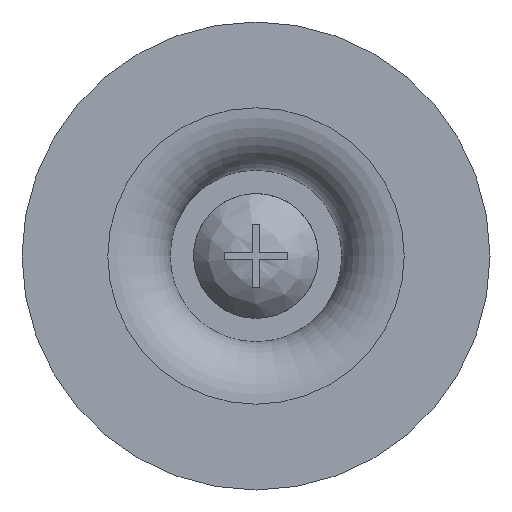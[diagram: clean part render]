
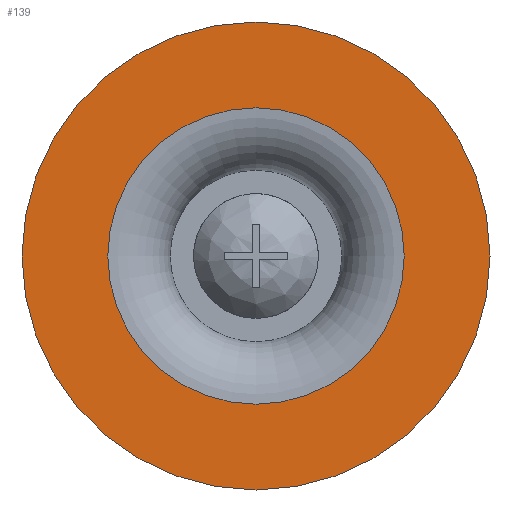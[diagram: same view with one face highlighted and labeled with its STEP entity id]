
A CAD part, front view. The second image highlights one B-rep face of the part: STEP entity #139.
In plain terms, the highlighted planar face has unit normal (0, -1, 0).
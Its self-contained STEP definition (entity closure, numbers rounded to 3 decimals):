
#139 = ADVANCED_FACE( '', ( #290, #291 ), #292, .F. );
#290 = FACE_BOUND( '', #479, .T. );
#291 = FACE_OUTER_BOUND( '', #480, .T. );
#292 = PLANE( '', #481 );
#479 = EDGE_LOOP( '', ( #800 ) );
#480 = EDGE_LOOP( '', ( #801 ) );
#481 = AXIS2_PLACEMENT_3D( '', #802, #803, #804 );
#800 = ORIENTED_EDGE( '', *, *, #991, .F. );
#801 = ORIENTED_EDGE( '', *, *, #993, .T. );
#802 = CARTESIAN_POINT( '', ( 15., 0., 0. ) );
#803 = DIRECTION( '', ( 0., 1., 0. ) );
#804 = DIRECTION( '', ( 0., 0., 1. ) );
#991 = EDGE_CURVE( '', #1183, #1183, #1184, .T. );
#993 = EDGE_CURVE( '', #1186, #1186, #1187, .T. );
#1183 = VERTEX_POINT( '', #1569 );
#1184 = CIRCLE( '', #1570, 9.5 );
#1186 = VERTEX_POINT( '', #1572 );
#1187 = CIRCLE( '', #1573, 15. );
#1569 = CARTESIAN_POINT( '', ( 0., 0., -9.5 ) );
#1570 = AXIS2_PLACEMENT_3D( '', #1682, #1683, #1684 );
#1572 = CARTESIAN_POINT( '', ( 0., 0., -15. ) );
#1573 = AXIS2_PLACEMENT_3D( '', #1685, #1686, #1687 );
#1682 = CARTESIAN_POINT( '', ( 0., 0., 0. ) );
#1683 = DIRECTION( '', ( 0., -1., 0. ) );
#1684 = DIRECTION( '', ( 0., 0., -1. ) );
#1685 = CARTESIAN_POINT( '', ( 0., 0., 0. ) );
#1686 = DIRECTION( '', ( 0., -1., 0. ) );
#1687 = DIRECTION( '', ( 0., 0., -1. ) );
